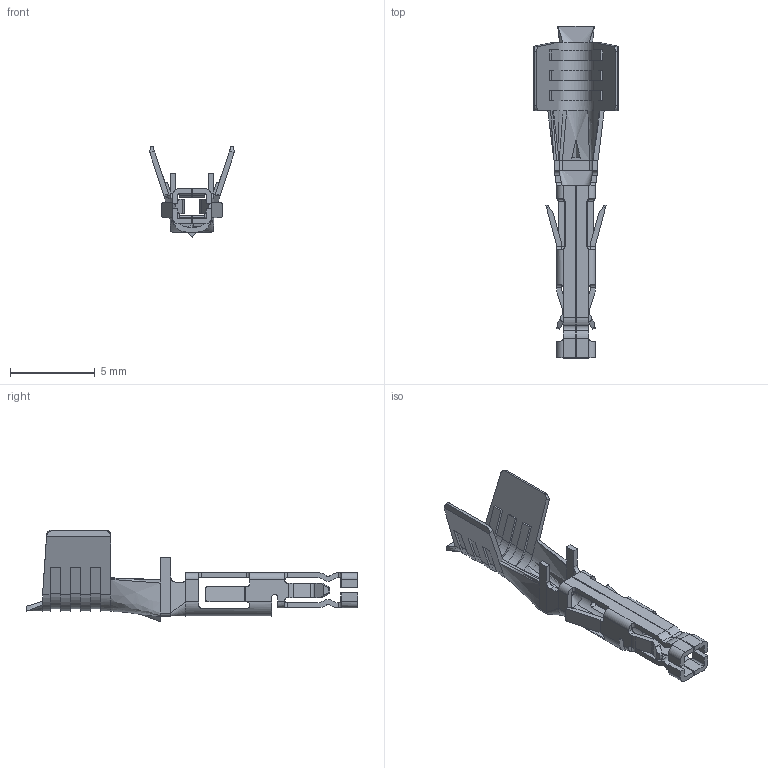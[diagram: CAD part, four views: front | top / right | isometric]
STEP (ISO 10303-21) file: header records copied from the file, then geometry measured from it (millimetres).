
FILE_DESCRIPTION(/* description */ ('Unknown'),/* implementation_level */ '2;1');
FILE_NAME(/* name */ '65730613722DEC',/* time_stamp */ '2022-09-29T14:37:35+02:00',/* author */ ('Unknown'),/* organization */ ('Unknown'),/* preprocessor_version */ 'ST-DEVELOPER v18.102',/* originating_system */ 'Solid Edge',/* authorisation */ 'Unknown');
FILE_SCHEMA (('AUTOMOTIVE_DESIGN {1 0 10303 214 3 1 1}'));
Length unit declared in the file: millimetre
Products named in the file (2): 65730613722; 65730613722DEC
Assembly tree (1 placements, depth 2):
  65730613722
    65730613722DEC
Bounding box: 5 x 19.62 x 5.42 mm (x, y, z)
Volume: 37.7 mm3; surface area: 311.9 mm2
Topology: 1 solids, 1 shells, 323 faces, 917 edges, 591 vertices
Faces by surface type: plane 179, cylinder 126, bspline 18
Entity records: 10791 total; most frequent: CARTESIAN_POINT 2345, ORIENTED_EDGE 1834, DIRECTION 1690, EDGE_CURVE 917, LINE 618, VECTOR 618, VERTEX_POINT 591, AXIS2_PLACEMENT_3D 536
